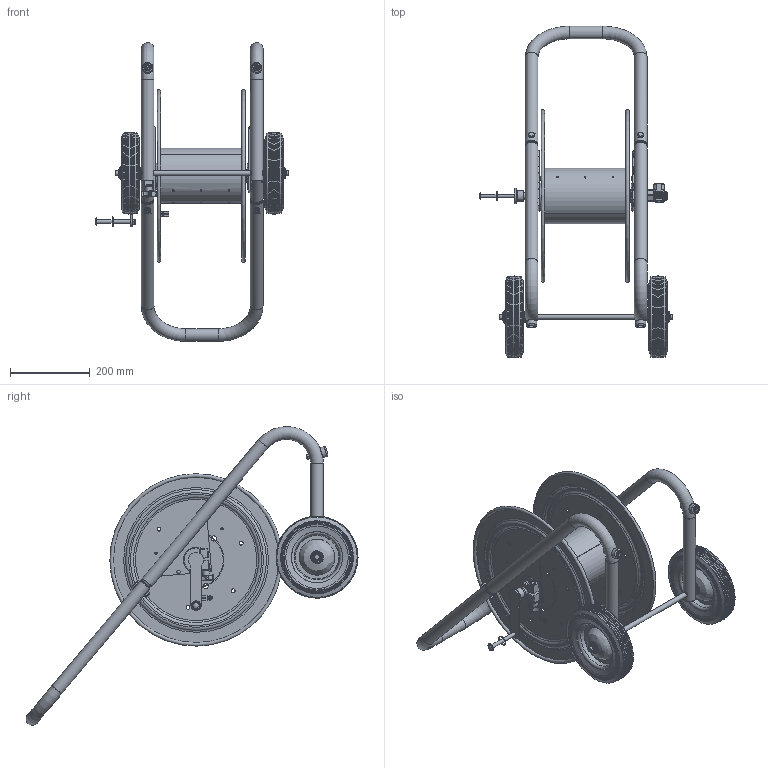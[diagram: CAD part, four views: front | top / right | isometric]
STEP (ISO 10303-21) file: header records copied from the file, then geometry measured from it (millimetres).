
FILE_DESCRIPTION(/* description */ (''),/* implementation_level */ '2;1');
FILE_NAME(/* name */ '117-3-200-DM_SHARED.stp',/* time_stamp */ '2020-04-02T11:24:31-07:00',/* author */ ('NMelton'),/* organization */ (''),/* preprocessor_version */ 'ST-DEVELOPER v17',/* originating_system */ 'Autodesk Inventor 2019',/* authorisation */ '');
FILE_SCHEMA (('AUTOMOTIVE_DESIGN { 1 0 10303 214 3 1 1 }'));
Products named in the file (1): 117-3-200-DM_SHARED
Bounding box: 485.77 x 831.4 x 748.14 mm (x, y, z)
Surface area: 1600210 mm2 (no closed solid volume)
Topology: 0 solids, 114 shells, 1334 faces, 5490 edges, 4154 vertices
Faces by surface type: plane 570, cylinder 285, torus 191, cone 154, bspline 106, sphere 28
Full cylindrical faces by diameter (mm): 1.321 x2, 3.962 x1, 4.826 x1, 5.258 x1, 5.563 x5, 6.35 x3, 6.604 x1, 7.137 x2, 7.798 x1, 7.925 x2, 8.839 x4, 8.89 x2, 9.271 x1, 9.525 x16, 10.439 x2, 11.125 x4, 12.192 x1, 12.7 x8, 12.859 x2, 13.106 x4, 13.462 x2, 13.716 x11, 13.767 x1, 14.224 x1, 14.478 x13, 15.799 x1, 15.875 x2, 17.145 x1, 17.348 x4, 19.304 x1
Entity records: 67735 total; most frequent: CARTESIAN_POINT 22937, DIRECTION 8430, ORIENTED_EDGE 8254, EDGE_CURVE 5468, VERTEX_POINT 4154, AXIS2_PLACEMENT_3D 2853, LINE 2724, VECTOR 2724
